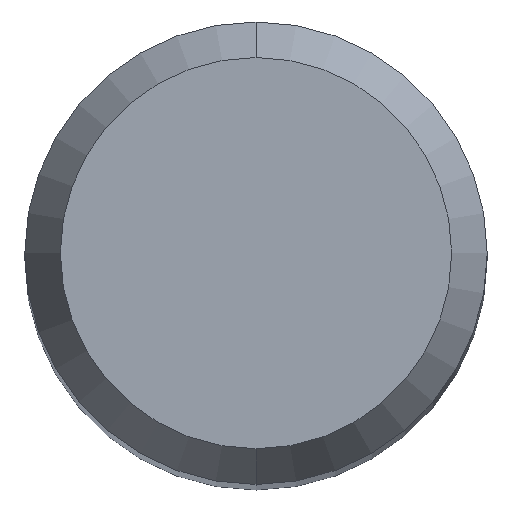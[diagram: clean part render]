
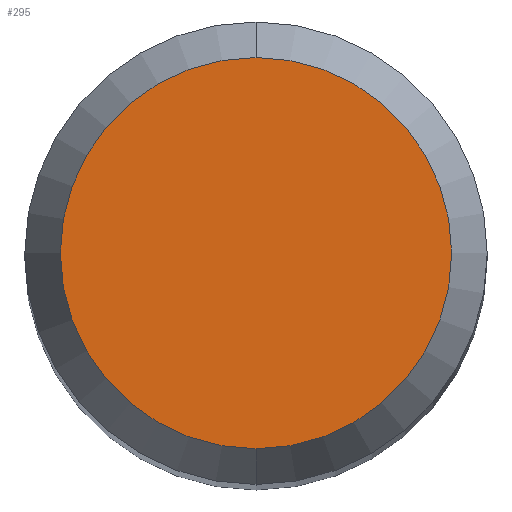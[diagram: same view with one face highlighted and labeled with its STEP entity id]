
A CAD part, top view. The second image highlights one B-rep face of the part: STEP entity #295.
In plain terms, the highlighted planar face has unit normal (0, 0, 1).
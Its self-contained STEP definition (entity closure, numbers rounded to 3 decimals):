
#187=VERTEX_POINT('',#480);
#257=EDGE_CURVE('',#187,#303,#556,.T.);
#295=ADVANCED_FACE('',(#599),#600,.T.);
#303=VERTEX_POINT('',#609);
#395=EDGE_CURVE('',#303,#187,#712,.T.);
#480=CARTESIAN_POINT('',(0.,-2.538,40.926));
#556=CIRCLE('',#1011,2.538);
#599=FACE_OUTER_BOUND('',#1093,.T.);
#600=PLANE('',#1094);
#609=CARTESIAN_POINT('',(0.0,2.538,40.926));
#712=CIRCLE('',#1276,2.538);
#1011=AXIS2_PLACEMENT_3D('',#1509,#1510,#1511);
#1093=EDGE_LOOP('',(#1571,#1572));
#1094=AXIS2_PLACEMENT_3D('',#1573,#1574,#1575);
#1276=AXIS2_PLACEMENT_3D('',#1710,#1711,#1712);
#1509=CARTESIAN_POINT('',(0.0,0.0,40.926));
#1510=DIRECTION('',(0.0,0.0,-1.0));
#1511=DIRECTION('',(0.0,1.0,0.0));
#1571=ORIENTED_EDGE('',*,*,#395,.F.);
#1572=ORIENTED_EDGE('',*,*,#257,.F.);
#1573=CARTESIAN_POINT('',(0.0,1.269,40.926));
#1574=DIRECTION('',(-0.0,0.0,1.0));
#1575=DIRECTION('',(0.0,-1.0,0.0));
#1710=CARTESIAN_POINT('',(0.0,0.0,40.926));
#1711=DIRECTION('',(0.0,0.0,-1.0));
#1712=DIRECTION('',(0.0,1.0,0.0));
